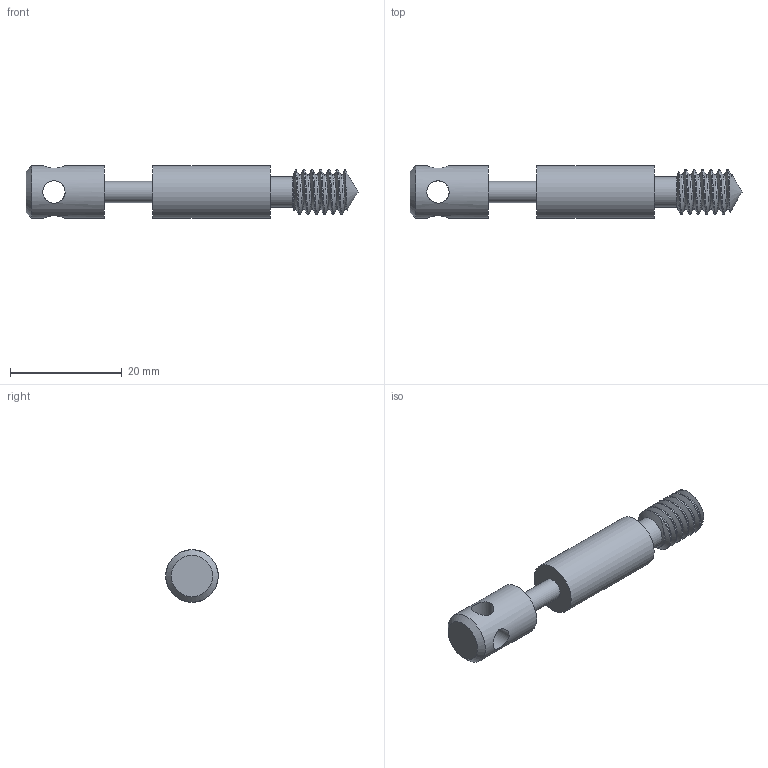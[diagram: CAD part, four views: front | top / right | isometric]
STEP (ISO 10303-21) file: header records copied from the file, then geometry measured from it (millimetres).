
FILE_DESCRIPTION(('FreeCAD Model'),'2;1');
FILE_NAME('Vis.step','2020-06-04T09:54:33',('Author'),(''), 'Open CASCADE STEP processor 7.3','FreeCAD','Unknown');
FILE_SCHEMA(('AUTOMOTIVE_DESIGN { 1 0 10303 214 1 1 1 1 }'));
Length unit declared in the file: millimetre
Products named in the file (1): VisChanfrein
Bounding box: 59.4 x 9.4 x 9.4 mm (x, y, z)
Volume: 2821.7 mm3; surface area: 1938.3 mm2
Topology: 1 solids, 1 shells, 46 faces, 114 edges, 69 vertices
Faces by surface type: bspline 24, cylinder 15, plane 4, cone 3
Full cylindrical faces by diameter (mm): 3.8 x1, 4 x4, 5.4 x1, 8 x5, 9.4 x2
Entity records: 10812 total; most frequent: CARTESIAN_POINT 8573, DIRECTION 228, ORIENTED_EDGE 226, PCURVE 226, DEFINITIONAL_REPRESENTATION 226, B_SPLINE_CURVE_WITH_KNOTS 159, LINE 141, VECTOR 141
